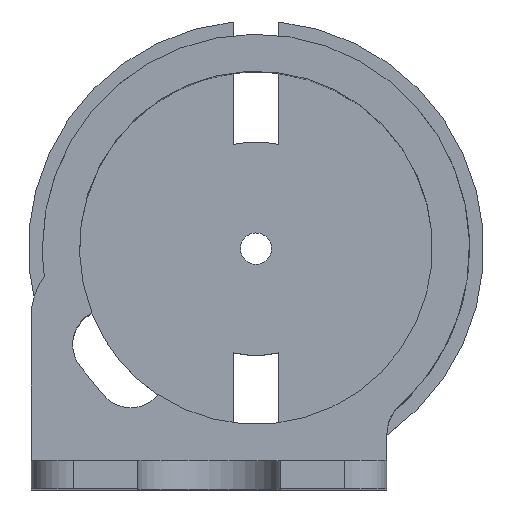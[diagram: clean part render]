
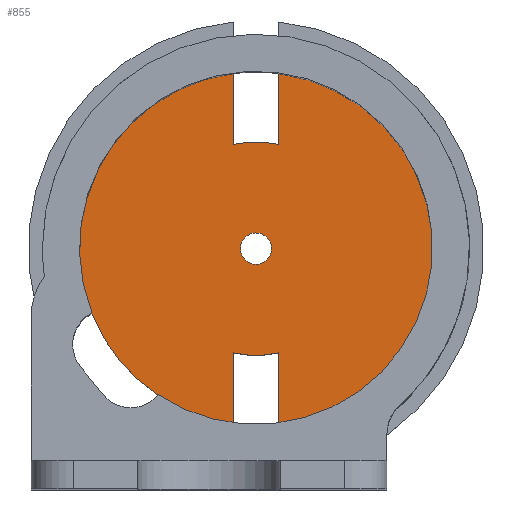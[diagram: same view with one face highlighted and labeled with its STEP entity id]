
A CAD part, top view. The second image highlights one B-rep face of the part: STEP entity #855.
In plain terms, the highlighted planar face has unit normal (0, 0, 1).
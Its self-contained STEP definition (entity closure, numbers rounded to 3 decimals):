
#22=FACE_BOUND('',#118,.T.);
#43=PLANE('',#940);
#73=FACE_OUTER_BOUND('',#117,.T.);
#117=EDGE_LOOP('',(#684,#685,#686,#687,#688,#689,#690,#691,#692,#693));
#118=EDGE_LOOP('',(#694));
#169=LINE('',#1361,#244);
#177=LINE('',#1377,#252);
#183=LINE('',#1393,#258);
#194=LINE('',#1419,#269);
#244=VECTOR('',#1056,10.);
#252=VECTOR('',#1066,10.);
#258=VECTOR('',#1080,10.);
#269=VECTOR('',#1099,10.);
#296=CIRCLE('',#890,12.4);
#310=CIRCLE('',#912,7.5);
#316=CIRCLE('',#925,7.5);
#326=CIRCLE('',#941,12.4);
#327=CIRCLE('',#942,12.4);
#328=CIRCLE('',#943,12.4);
#329=CIRCLE('',#944,1.1);
#345=VERTEX_POINT('',#1238);
#346=VERTEX_POINT('',#1239);
#373=VERTEX_POINT('',#1345);
#374=VERTEX_POINT('',#1346);
#380=VERTEX_POINT('',#1359);
#387=VERTEX_POINT('',#1376);
#392=VERTEX_POINT('',#1390);
#393=VERTEX_POINT('',#1392);
#403=VERTEX_POINT('',#1416);
#404=VERTEX_POINT('',#1418);
#407=VERTEX_POINT('',#1443);
#430=EDGE_CURVE('',#345,#346,#296,.T.);
#466=EDGE_CURVE('',#373,#374,#310,.T.);
#473=EDGE_CURVE('',#374,#380,#169,.T.);
#481=EDGE_CURVE('',#387,#373,#177,.T.);
#489=EDGE_CURVE('',#393,#392,#183,.T.);
#502=EDGE_CURVE('',#404,#403,#194,.T.);
#504=EDGE_CURVE('',#403,#393,#316,.T.);
#514=EDGE_CURVE('',#380,#404,#326,.T.);
#515=EDGE_CURVE('',#392,#345,#327,.T.);
#516=EDGE_CURVE('',#346,#387,#328,.T.);
#517=EDGE_CURVE('',#407,#407,#329,.T.);
#684=ORIENTED_EDGE('',*,*,#481,.T.);
#685=ORIENTED_EDGE('',*,*,#466,.T.);
#686=ORIENTED_EDGE('',*,*,#473,.T.);
#687=ORIENTED_EDGE('',*,*,#514,.T.);
#688=ORIENTED_EDGE('',*,*,#502,.T.);
#689=ORIENTED_EDGE('',*,*,#504,.T.);
#690=ORIENTED_EDGE('',*,*,#489,.T.);
#691=ORIENTED_EDGE('',*,*,#515,.T.);
#692=ORIENTED_EDGE('',*,*,#430,.T.);
#693=ORIENTED_EDGE('',*,*,#516,.T.);
#694=ORIENTED_EDGE('',*,*,#517,.T.);
#855=ADVANCED_FACE('',(#73,#22),#43,.T.);
#890=AXIS2_PLACEMENT_3D('',#1240,#983,#984);
#912=AXIS2_PLACEMENT_3D('',#1347,#1045,#1046);
#925=AXIS2_PLACEMENT_3D('',#1422,#1103,#1104);
#940=AXIS2_PLACEMENT_3D('',#1439,#1133,#1134);
#941=AXIS2_PLACEMENT_3D('',#1440,#1135,#1136);
#942=AXIS2_PLACEMENT_3D('',#1441,#1137,#1138);
#943=AXIS2_PLACEMENT_3D('',#1442,#1139,#1140);
#944=AXIS2_PLACEMENT_3D('',#1444,#1141,#1142);
#983=DIRECTION('center_axis',(0.,0.,1.));
#984=DIRECTION('ref_axis',(1.,0.,0.));
#1045=DIRECTION('center_axis',(0.,0.,1.));
#1046=DIRECTION('ref_axis',(1.,0.,0.));
#1056=DIRECTION('',(0.,-1.,0.));
#1066=DIRECTION('',(0.,1.,0.));
#1080=DIRECTION('',(0.,1.,0.));
#1099=DIRECTION('',(0.,-1.,0.));
#1103=DIRECTION('center_axis',(0.,0.,1.));
#1104=DIRECTION('ref_axis',(1.,0.,0.));
#1133=DIRECTION('center_axis',(0.,0.,1.));
#1134=DIRECTION('ref_axis',(1.,0.,0.));
#1135=DIRECTION('center_axis',(0.,0.,1.));
#1136=DIRECTION('ref_axis',(1.,0.,0.));
#1137=DIRECTION('center_axis',(0.,0.,1.));
#1138=DIRECTION('ref_axis',(1.,0.,0.));
#1139=DIRECTION('center_axis',(0.,0.,1.));
#1140=DIRECTION('ref_axis',(1.,0.,0.));
#1141=DIRECTION('center_axis',(0.,0.,-1.));
#1142=DIRECTION('ref_axis',(1.,0.,0.));
#1238=CARTESIAN_POINT('',(-11.526,-4.572,0.));
#1239=CARTESIAN_POINT('',(-6.871,-10.322,0.));
#1240=CARTESIAN_POINT('Origin',(0.,0.,0.));
#1345=CARTESIAN_POINT('',(-1.6,-7.327,0.));
#1346=CARTESIAN_POINT('',(1.6,-7.327,0.));
#1347=CARTESIAN_POINT('Origin',(0.,0.,0.));
#1359=CARTESIAN_POINT('',(1.6,-12.296,0.));
#1361=CARTESIAN_POINT('',(1.6,-7.96,0.));
#1376=CARTESIAN_POINT('',(-1.6,-12.296,0.));
#1377=CARTESIAN_POINT('',(-1.6,-3.664,0.));
#1390=CARTESIAN_POINT('',(-1.6,12.296,0.));
#1392=CARTESIAN_POINT('',(-1.6,7.327,0.));
#1393=CARTESIAN_POINT('',(-1.6,7.96,0.));
#1416=CARTESIAN_POINT('',(1.6,7.327,0.));
#1418=CARTESIAN_POINT('',(1.6,12.296,0.));
#1419=CARTESIAN_POINT('',(1.6,3.664,0.));
#1422=CARTESIAN_POINT('Origin',(0.,0.,0.));
#1439=CARTESIAN_POINT('Origin',(0.,0.,0.));
#1440=CARTESIAN_POINT('Origin',(0.,0.,0.));
#1441=CARTESIAN_POINT('Origin',(0.,0.,0.));
#1442=CARTESIAN_POINT('Origin',(0.,0.,0.));
#1443=CARTESIAN_POINT('',(-1.1,0.,0.));
#1444=CARTESIAN_POINT('Origin',(0.,0.,0.));
